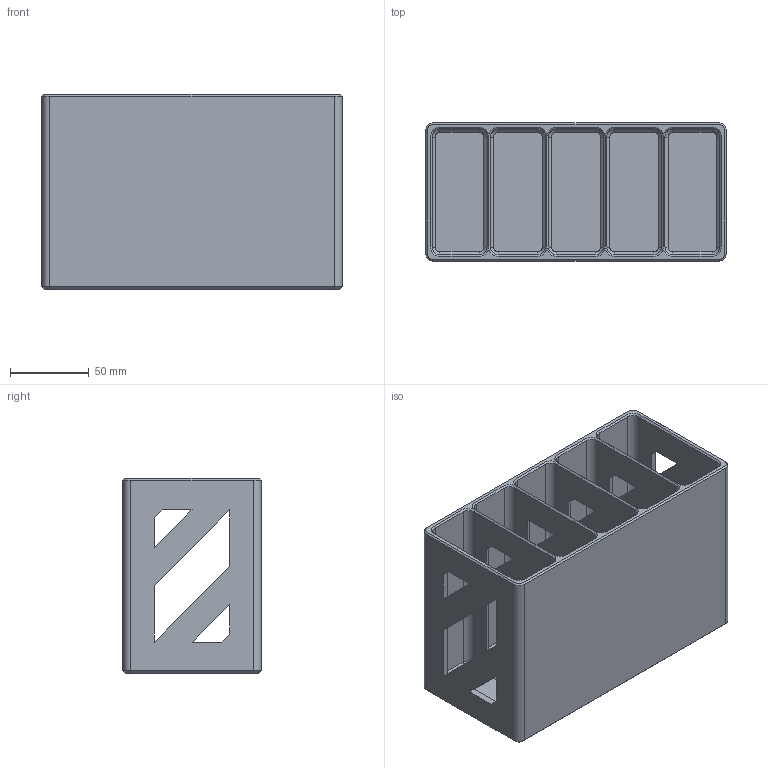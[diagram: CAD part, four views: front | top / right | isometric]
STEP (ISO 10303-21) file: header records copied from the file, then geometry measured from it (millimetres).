
FILE_DESCRIPTION(/* description */ (''),/* implementation_level */ '2;1');
FILE_NAME(/* name */ 'Crimper Caddy v3.step',/* time_stamp */ '2024-04-15T22:04:16-07:00',/* author */ (''),/* organization */ (''),/* preprocessor_version */ 'ST-DEVELOPER v20',/* originating_system */ 'Autodesk Translation Framework v12.14.0.127',/* authorisation */ '');
FILE_SCHEMA (('AUTOMOTIVE_DESIGN { 1 0 10303 214 3 1 1 }'));
Length unit declared in the file: millimetre
Products named in the file (1): Crimper Caddy
Bounding box: 191 x 88 x 124 mm (x, y, z)
Volume: 378167.4 mm3; surface area: 210098.6 mm2
Topology: 1 solids, 1 shells, 222 faces, 545 edges, 326 vertices
Faces by surface type: plane 150, cone 48, cylinder 24
Entity records: 6454 total; most frequent: CARTESIAN_POINT 1094, ORIENTED_EDGE 1090, DIRECTION 1087, EDGE_CURVE 545, LINE 449, VECTOR 449, VERTEX_POINT 326, AXIS2_PLACEMENT_3D 319
